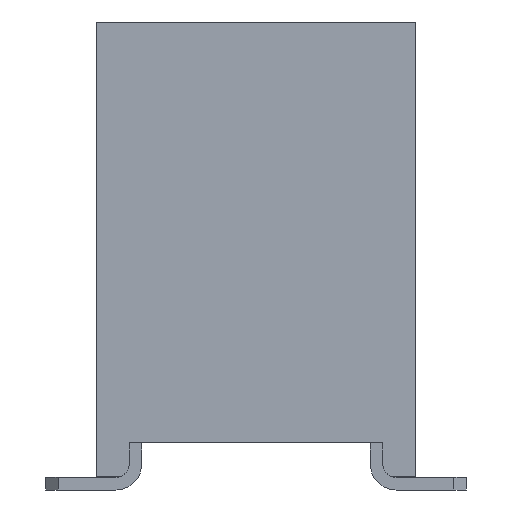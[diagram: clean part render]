
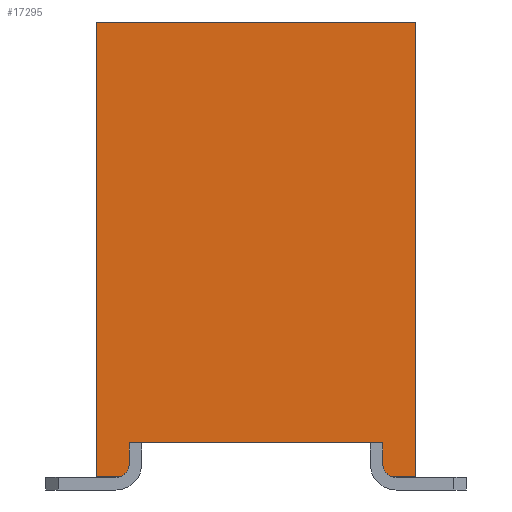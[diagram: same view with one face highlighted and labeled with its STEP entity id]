
A CAD part, front view. The second image highlights one B-rep face of the part: STEP entity #17295.
In plain terms, the highlighted face is planar.
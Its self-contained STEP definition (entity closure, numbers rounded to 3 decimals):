
#217=CIRCLE('',#18364,0.2);
#219=CIRCLE('',#18395,0.2);
#1852=ORIENTED_EDGE('',*,*,#6833,.T.);
#1853=ORIENTED_EDGE('',*,*,#6834,.T.);
#1854=ORIENTED_EDGE('',*,*,#6430,.T.);
#1855=ORIENTED_EDGE('',*,*,#6436,.F.);
#1856=ORIENTED_EDGE('',*,*,#6835,.F.);
#1857=ORIENTED_EDGE('',*,*,#6438,.T.);
#1858=ORIENTED_EDGE('',*,*,#6428,.T.);
#1859=ORIENTED_EDGE('',*,*,#6742,.T.);
#1860=ORIENTED_EDGE('',*,*,#6829,.T.);
#1861=ORIENTED_EDGE('',*,*,#6827,.T.);
#6428=EDGE_CURVE('',#9075,#9074,#10774,.T.);
#6430=EDGE_CURVE('',#9076,#9077,#10776,.T.);
#6436=EDGE_CURVE('',#9081,#9077,#10782,.T.);
#6438=EDGE_CURVE('',#9083,#9075,#10784,.T.);
#6742=EDGE_CURVE('',#9074,#9275,#217,.T.);
#6827=EDGE_CURVE('',#9328,#9327,#11170,.T.);
#6829=EDGE_CURVE('',#9275,#9328,#11172,.T.);
#6833=EDGE_CURVE('',#9327,#9330,#11176,.T.);
#6834=EDGE_CURVE('',#9330,#9076,#219,.T.);
#6835=EDGE_CURVE('',#9083,#9081,#11177,.T.);
#9074=VERTEX_POINT('',#24783);
#9075=VERTEX_POINT('',#24785);
#9076=VERTEX_POINT('',#24789);
#9077=VERTEX_POINT('',#24790);
#9081=VERTEX_POINT('',#24800);
#9083=VERTEX_POINT('',#24806);
#9275=VERTEX_POINT('',#25418);
#9327=VERTEX_POINT('',#25581);
#9328=VERTEX_POINT('',#25583);
#9330=VERTEX_POINT('',#25594);
#10774=LINE('',#24784,#12648);
#10776=LINE('',#24788,#12650);
#10782=LINE('',#24801,#12656);
#10784=LINE('',#24805,#12658);
#11170=LINE('',#25582,#13044);
#11172=LINE('',#25586,#13046);
#11176=LINE('',#25593,#13050);
#11177=LINE('',#25596,#13051);
#12648=VECTOR('',#19801,1000.);
#12650=VECTOR('',#19805,1000.);
#12656=VECTOR('',#19813,1000.);
#12658=VECTOR('',#19817,1000.);
#13044=VECTOR('',#20495,1000.);
#13046=VECTOR('',#20499,1000.);
#13050=VECTOR('',#20507,1000.);
#13051=VECTOR('',#20510,1000.);
#14680=EDGE_LOOP('',(#1852,#1853,#1854,#1855,#1856,#1857,#1858,#1859,#1860,
#1861));
#15676=FACE_BOUND('',#14680,.T.);
#16660=PLANE('',#18394);
#17295=ADVANCED_FACE('',(#15676),#16660,.T.);
#18364=AXIS2_PLACEMENT_3D('',#25419,#20356,#20357);
#18394=AXIS2_PLACEMENT_3D('',#25592,#20505,#20506);
#18395=AXIS2_PLACEMENT_3D('',#25595,#20508,#20509);
#19801=DIRECTION('',(0.,1.,0.));
#19805=DIRECTION('',(0.,1.,0.));
#19813=DIRECTION('',(0.,0.,-1.));
#19817=DIRECTION('',(0.,0.,-1.));
#20356=DIRECTION('',(1.,0.,0.));
#20357=DIRECTION('',(0.,0.,-1.));
#20495=DIRECTION('',(0.,1.,0.));
#20499=DIRECTION('',(0.,0.,1.));
#20505=DIRECTION('',(1.,0.,0.));
#20506=DIRECTION('',(0.,0.,-1.));
#20507=DIRECTION('',(0.,0.,-1.));
#20508=DIRECTION('',(1.,0.,0.));
#20509=DIRECTION('',(0.,0.,-1.));
#20510=DIRECTION('',(0.,1.,0.));
#24783=CARTESIAN_POINT('',(7.87,-2.22,-3.62));
#24784=CARTESIAN_POINT('',(7.87,-2.54,-3.62));
#24785=CARTESIAN_POINT('',(7.87,-2.54,-3.62));
#24788=CARTESIAN_POINT('',(7.87,-2.54,-3.62));
#24789=CARTESIAN_POINT('',(7.87,2.22,-3.62));
#24790=CARTESIAN_POINT('',(7.87,2.54,-3.62));
#24800=CARTESIAN_POINT('',(7.87,2.54,3.62));
#24801=CARTESIAN_POINT('',(7.87,2.54,3.62));
#24805=CARTESIAN_POINT('',(7.87,-2.54,3.62));
#24806=CARTESIAN_POINT('',(7.87,-2.54,3.62));
#25418=CARTESIAN_POINT('',(7.87,-2.02,-3.42));
#25419=CARTESIAN_POINT('',(7.87,-2.22,-3.42));
#25581=CARTESIAN_POINT('',(7.87,2.02,-3.08));
#25582=CARTESIAN_POINT('',(7.87,-2.02,-3.08));
#25583=CARTESIAN_POINT('',(7.87,-2.02,-3.08));
#25586=CARTESIAN_POINT('',(7.87,-2.02,-3.62));
#25592=CARTESIAN_POINT('',(7.87,-2.54,3.62));
#25593=CARTESIAN_POINT('',(7.87,2.02,-3.08));
#25594=CARTESIAN_POINT('',(7.87,2.02,-3.42));
#25595=CARTESIAN_POINT('',(7.87,2.22,-3.42));
#25596=CARTESIAN_POINT('',(7.87,-2.54,3.62));
